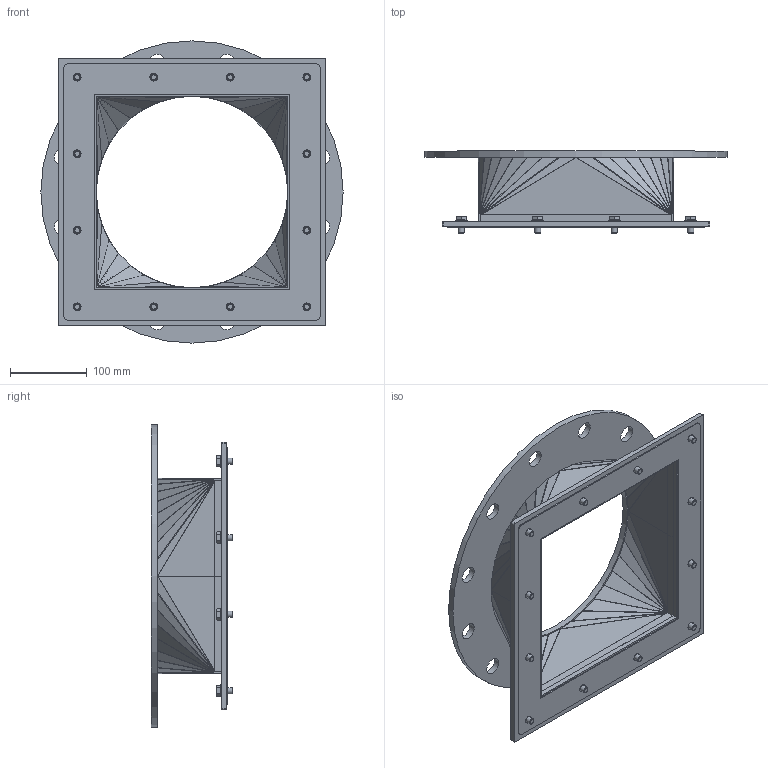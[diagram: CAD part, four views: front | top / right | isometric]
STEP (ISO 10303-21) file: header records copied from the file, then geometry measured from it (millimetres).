
FILE_DESCRIPTION(/* description */ (''),/* implementation_level */ '2;1');
FILE_NAME(/* name */ 'A333_030000.stp',/* time_stamp */ '2019-04-30T14:05:54+02:00',/* author */ ('pw'),/* organization */ (''),/* preprocessor_version */ 'ST-DEVELOPER v16.5',/* originating_system */ 'Autodesk Inventor 2017',/* authorisation */ '');
FILE_SCHEMA (('AUTOMOTIVE_DESIGN { 1 0 10303 214 3 1 1 }'));
Length unit declared in the file: millimetre
Products named in the file (1): A333_030000
Bounding box: 395 x 106.81 x 395 mm (x, y, z)
Volume: 1155286.7 mm3; surface area: 470526.2 mm2
Topology: 1 solids, 1 shells, 916 faces, 1990 edges, 1160 vertices
Faces by surface type: plane 390, bspline 220, cylinder 210, cone 96
Full cylindrical faces by diameter (mm): 7.323 x12, 8 x12, 8.4 x12, 10 x36, 11.4 x12, 16 x12, 22 x12, 250 x1, 395 x1
Entity records: 26659 total; most frequent: CARTESIAN_POINT 7787, ORIENTED_EDGE 3640, DIRECTION 3322, EDGE_CURVE 1820, AXIS2_PLACEMENT_3D 1181, EDGE_LOOP 1176, VERTEX_POINT 1124, LINE 960
